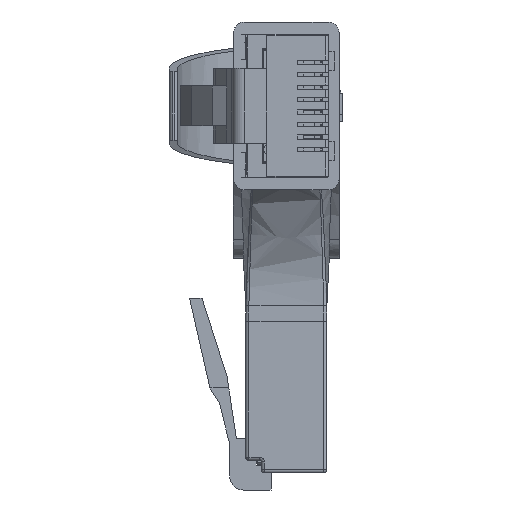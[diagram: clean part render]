
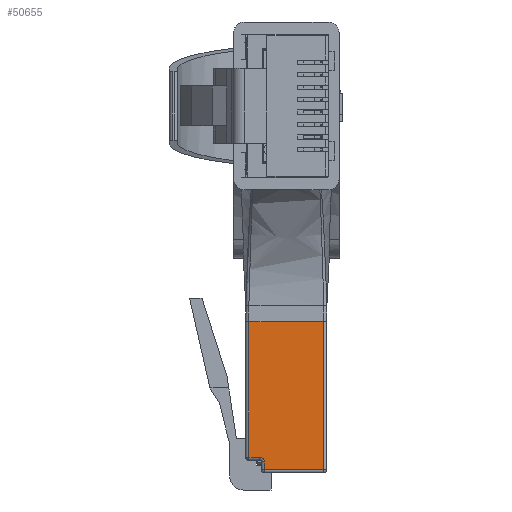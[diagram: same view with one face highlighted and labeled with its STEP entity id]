
A CAD part, left-side view. The second image highlights one B-rep face of the part: STEP entity #50655.
In plain terms, the highlighted face is planar.
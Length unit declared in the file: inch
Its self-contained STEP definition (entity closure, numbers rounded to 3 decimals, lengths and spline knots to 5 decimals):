
#1255 = EDGE_CURVE ( 'NONE', #1940, #1943, #26630, .T. ) ;
#1317 = EDGE_CURVE ( 'NONE', #17579, #17597, #26744, .T. ) ;
#1318 = EDGE_CURVE ( 'NONE', #17597, #1940, #26746, .T. ) ;
#1319 = EDGE_CURVE ( 'NONE', #1943, #17598, #26748, .T. ) ;
#1320 = EDGE_CURVE ( 'NONE', #17598, #17593, #26750, .T. ) ;
#1321 = EDGE_CURVE ( 'NONE', #17593, #17594, #26752, .T. ) ;
#1322 = EDGE_CURVE ( 'NONE', #17594, #17579, #26754, .T. ) ;
#1940 = VERTEX_POINT ( 'NONE', #31978 ) ;
#1943 = VERTEX_POINT ( 'NONE', #31981 ) ;
#3348 = ORIENTED_EDGE ( 'NONE', *, *, #1317, .T. ) ;
#3349 = ORIENTED_EDGE ( 'NONE', *, *, #1318, .T. ) ;
#3350 = ORIENTED_EDGE ( 'NONE', *, *, #1255, .T. ) ;
#3351 = ORIENTED_EDGE ( 'NONE', *, *, #1319, .T. ) ;
#3352 = ORIENTED_EDGE ( 'NONE', *, *, #1320, .T. ) ;
#3353 = ORIENTED_EDGE ( 'NONE', *, *, #1321, .T. ) ;
#3354 = ORIENTED_EDGE ( 'NONE', *, *, #1322, .T. ) ;
#17579 = VERTEX_POINT ( 'NONE', #44564 ) ;
#17593 = VERTEX_POINT ( 'NONE', #44578 ) ;
#17594 = VERTEX_POINT ( 'NONE', #44579 ) ;
#17597 = VERTEX_POINT ( 'NONE', #44582 ) ;
#17598 = VERTEX_POINT ( 'NONE', #44583 ) ;
#23029 = EDGE_LOOP ( 'NONE', ( #3348, #3349, #3350, #3351, #3352, #3353, #3354 ) ) ;
#26630 = LINE ( 'NONE', #29198, #26632 ) ;
#26632 = VECTOR ( 'NONE', #29194, 39.37008 ) ;
#26744 = LINE ( 'NONE', #29335, #26747 ) ;
#26746 = LINE ( 'NONE', #29337, #26749 ) ;
#26747 = VECTOR ( 'NONE', #29336, 39.37008 ) ;
#26748 = LINE ( 'NONE', #29339, #26751 ) ;
#26749 = VECTOR ( 'NONE', #29338, 39.37008 ) ;
#26750 = LINE ( 'NONE', #29341, #26753 ) ;
#26751 = VECTOR ( 'NONE', #29340, 39.37008 ) ;
#26752 = CIRCLE ( 'NONE', #27281, 0.015 ) ;
#26753 = VECTOR ( 'NONE', #29342, 39.37008 ) ;
#26754 = LINE ( 'NONE', #29320, #26756 ) ;
#26756 = VECTOR ( 'NONE', #29321, 39.37008 ) ;
#27281 = AXIS2_PLACEMENT_3D ( 'NONE', #29345, #29346, #29347 ) ;
#29194 = DIRECTION ( 'NONE',  ( 0., 1., 0. ) ) ;
#29198 = CARTESIAN_POINT ( 'NONE',  ( 0.23, 0.13, -0.485 ) ) ;
#29320 = CARTESIAN_POINT ( 'NONE',  ( 0.23, 0.07, -0.485 ) ) ;
#29321 = DIRECTION ( 'NONE',  ( 0., 0., 1. ) ) ;
#29335 = CARTESIAN_POINT ( 'NONE',  ( 0.23, 0.13, -0.01 ) ) ;
#29336 = DIRECTION ( 'NONE',  ( 0., -1., 0. ) ) ;
#29337 = CARTESIAN_POINT ( 'NONE',  ( 0.23, -0.12, -0.485 ) ) ;
#29338 = DIRECTION ( 'NONE',  ( 0., 0., -1. ) ) ;
#29339 = CARTESIAN_POINT ( 'NONE',  ( 0.23, 0.12, -0.485 ) ) ;
#29340 = DIRECTION ( 'NONE',  ( 0., 0., 1. ) ) ;
#29341 = CARTESIAN_POINT ( 'NONE',  ( 0.23, 0.13, -0.05 ) ) ;
#29342 = DIRECTION ( 'NONE',  ( 0., -1., 0. ) ) ;
#29345 = CARTESIAN_POINT ( 'NONE',  ( 0.23, 0.085, -0.035 ) ) ;
#29346 = DIRECTION ( 'NONE',  ( -1., 0., 0. ) ) ;
#29347 = DIRECTION ( 'NONE',  ( 0., 1., 0. ) ) ;
#31978 = CARTESIAN_POINT ( 'NONE',  ( 0.23, -0.12, -0.485 ) ) ;
#31981 = CARTESIAN_POINT ( 'NONE',  ( 0.23, 0.12, -0.485 ) ) ;
#44311 = AXIS2_PLACEMENT_3D ( 'NONE', #54599, #54604, #54605 ) ;
#44564 = CARTESIAN_POINT ( 'NONE',  ( 0.23, 0.07, -0.01 ) ) ;
#44578 = CARTESIAN_POINT ( 'NONE',  ( 0.23, 0.085, -0.05 ) ) ;
#44579 = CARTESIAN_POINT ( 'NONE',  ( 0.23, 0.07, -0.035 ) ) ;
#44582 = CARTESIAN_POINT ( 'NONE',  ( 0.23, -0.12, -0.01 ) ) ;
#44583 = CARTESIAN_POINT ( 'NONE',  ( 0.23, 0.12, -0.05 ) ) ;
#49765 = FACE_OUTER_BOUND ( 'NONE', #23029, .T. ) ;
#50655 = ADVANCED_FACE ( 'NONE', ( #49765 ), #54601, .T. ) ;
#54599 = CARTESIAN_POINT ( 'NONE',  ( 0.23, 0.13, -0.485 ) ) ;
#54601 = PLANE ( 'NONE',  #44311 ) ;
#54604 = DIRECTION ( 'NONE',  ( 1., 0., 0. ) ) ;
#54605 = DIRECTION ( 'NONE',  ( 0., 1., 0. ) ) ;
